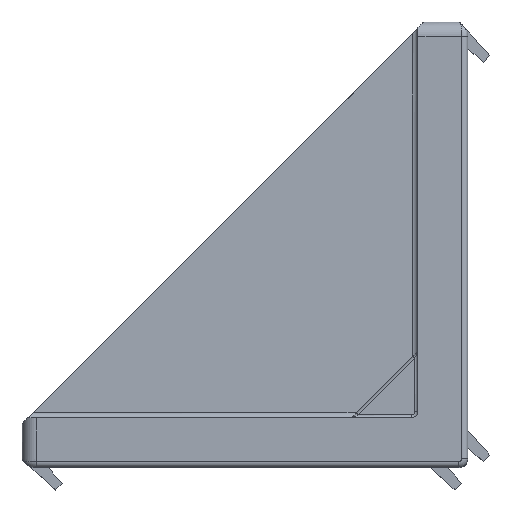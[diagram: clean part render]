
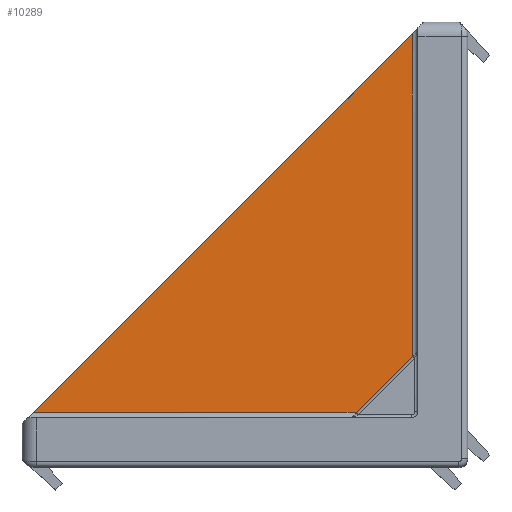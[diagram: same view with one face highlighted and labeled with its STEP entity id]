
A CAD part, top view. The second image highlights one B-rep face of the part: STEP entity #10289.
In plain terms, the highlighted planar face has unit normal (-0.012, 0.012, 1).
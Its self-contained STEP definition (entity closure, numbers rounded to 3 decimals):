
#735 = AXIS2_PLACEMENT_3D ( 'NONE', #6849, #4351, #7687 ) ;
#959 = FACE_OUTER_BOUND ( 'NONE', #3188, .T. ) ;
#1019 = CARTESIAN_POINT ( 'NONE',  ( -9.5, 9.488, -12.204 ) ) ;
#1049 = PLANE ( 'NONE',  #735 ) ;
#1309 = LINE ( 'NONE', #1019, #7945 ) ;
#1451 = CARTESIAN_POINT ( 'NONE',  ( -9.488, 75., -13.012 ) ) ;
#1560 = EDGE_CURVE ( 'NONE', #9372, #2720, #9004, .T. ) ;
#1692 = EDGE_CURVE ( 'NONE', #8498, #9372, #1309, .T. ) ;
#1972 = VECTOR ( 'NONE', #9270, 1000. ) ;
#2242 = LINE ( 'NONE', #8431, #1972 ) ;
#2720 = VERTEX_POINT ( 'NONE', #10171 ) ;
#3125 = DIRECTION ( 'NONE',  ( 0., 1., -0.012 ) ) ;
#3188 = EDGE_LOOP ( 'NONE', ( #8398, #7708, #8582 ) ) ;
#4351 = DIRECTION ( 'NONE',  ( -0.012, 0.012, 1. ) ) ;
#4554 = VECTOR ( 'NONE', #3125, 1000. ) ;
#6812 = DIRECTION ( 'NONE',  ( 1., 0., 0.012 ) ) ;
#6849 = CARTESIAN_POINT ( 'NONE',  ( -76., 7.5, -13. ) ) ;
#7687 = DIRECTION ( 'NONE',  ( 1., 0., 0.012 ) ) ;
#7708 = ORIENTED_EDGE ( 'NONE', *, *, #1560, .T. ) ;
#7929 = CARTESIAN_POINT ( 'NONE',  ( -74.012, 9.488, -13. ) ) ;
#7945 = VECTOR ( 'NONE', #6812, 1000. ) ;
#8398 = ORIENTED_EDGE ( 'NONE', *, *, #1692, .T. ) ;
#8431 = CARTESIAN_POINT ( 'NONE',  ( -76., 7.5, -13. ) ) ;
#8498 = VERTEX_POINT ( 'NONE', #7929 ) ;
#8582 = ORIENTED_EDGE ( 'NONE', *, *, #9291, .F. ) ;
#9004 = LINE ( 'NONE', #1451, #4554 ) ;
#9270 = DIRECTION ( 'NONE',  ( 0.707, 0.707, 0. ) ) ;
#9291 = EDGE_CURVE ( 'NONE', #8498, #2720, #2242, .T. ) ;
#9372 = VERTEX_POINT ( 'NONE', #9550 ) ;
#9550 = CARTESIAN_POINT ( 'NONE',  ( -9.488, 9.488, -12.204 ) ) ;
#10171 = CARTESIAN_POINT ( 'NONE',  ( -9.488, 74.012, -13. ) ) ;
#10289 = ADVANCED_FACE ( 'NONE', ( #959 ), #1049, .T. ) ;
